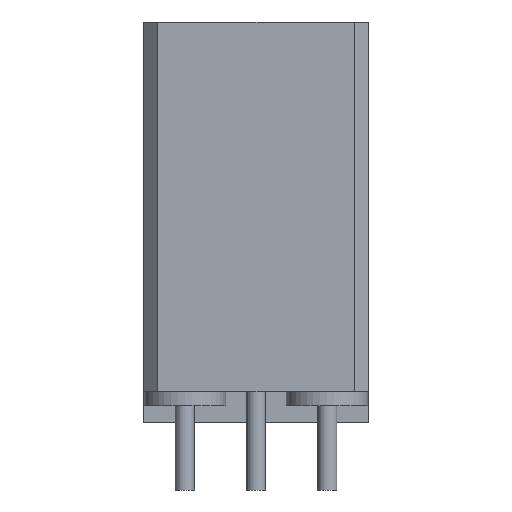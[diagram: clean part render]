
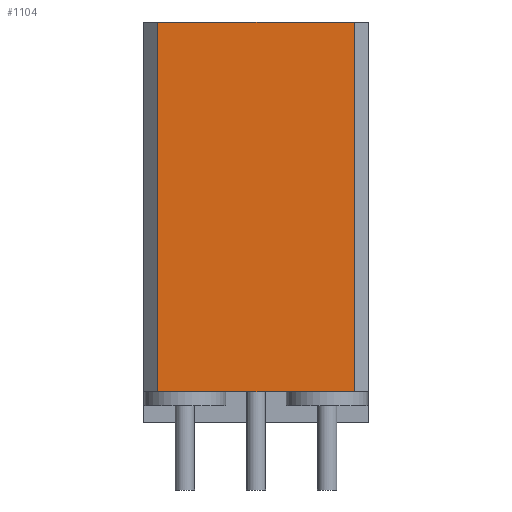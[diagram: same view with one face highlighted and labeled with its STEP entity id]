
A CAD part, left-side view. The second image highlights one B-rep face of the part: STEP entity #1104.
In plain terms, the highlighted planar face has unit normal (-1, 0, 0).
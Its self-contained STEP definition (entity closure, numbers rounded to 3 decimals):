
#110=PLANE('',#1275);
#196=FACE_OUTER_BOUND('',#298,.T.);
#298=EDGE_LOOP('',(#935,#936,#937,#938));
#416=LINE('',#1917,#482);
#417=LINE('',#1920,#483);
#418=LINE('',#1922,#484);
#419=LINE('',#1923,#485);
#482=VECTOR('',#1607,13.2);
#483=VECTOR('',#1610,7.);
#484=VECTOR('',#1611,7.);
#485=VECTOR('',#1612,13.2);
#585=VERTEX_POINT('',#1913);
#586=VERTEX_POINT('',#1915);
#587=VERTEX_POINT('',#1919);
#588=VERTEX_POINT('',#1921);
#708=EDGE_CURVE('',#586,#585,#416,.T.);
#709=EDGE_CURVE('',#587,#585,#417,.T.);
#710=EDGE_CURVE('',#588,#586,#418,.T.);
#711=EDGE_CURVE('',#588,#587,#419,.T.);
#935=ORIENTED_EDGE('',*,*,#709,.T.);
#936=ORIENTED_EDGE('',*,*,#708,.F.);
#937=ORIENTED_EDGE('',*,*,#710,.F.);
#938=ORIENTED_EDGE('',*,*,#711,.T.);
#1104=ADVANCED_FACE('',(#196),#110,.T.);
#1275=AXIS2_PLACEMENT_3D('',#1918,#1608,#1609);
#1607=DIRECTION('',(0.,0.,1.));
#1608=DIRECTION('center_axis',(-1.,0.,0.));
#1609=DIRECTION('ref_axis',(0.,0.,1.));
#1610=DIRECTION('',(0.,1.,0.));
#1611=DIRECTION('',(0.,1.,0.));
#1612=DIRECTION('',(0.,0.,1.));
#1913=CARTESIAN_POINT('',(-4.96,3.5,13.7));
#1915=CARTESIAN_POINT('',(-4.96,3.5,0.5));
#1917=CARTESIAN_POINT('',(-4.96,3.5,-0.6));
#1918=CARTESIAN_POINT('Origin',(-4.96,-3.5,-0.6));
#1919=CARTESIAN_POINT('',(-4.96,-3.5,13.7));
#1920=CARTESIAN_POINT('',(-4.96,-3.5,13.7));
#1921=CARTESIAN_POINT('',(-4.96,-3.5,0.5));
#1922=CARTESIAN_POINT('',(-4.96,-3.5,0.5));
#1923=CARTESIAN_POINT('',(-4.96,-3.5,-0.6));
